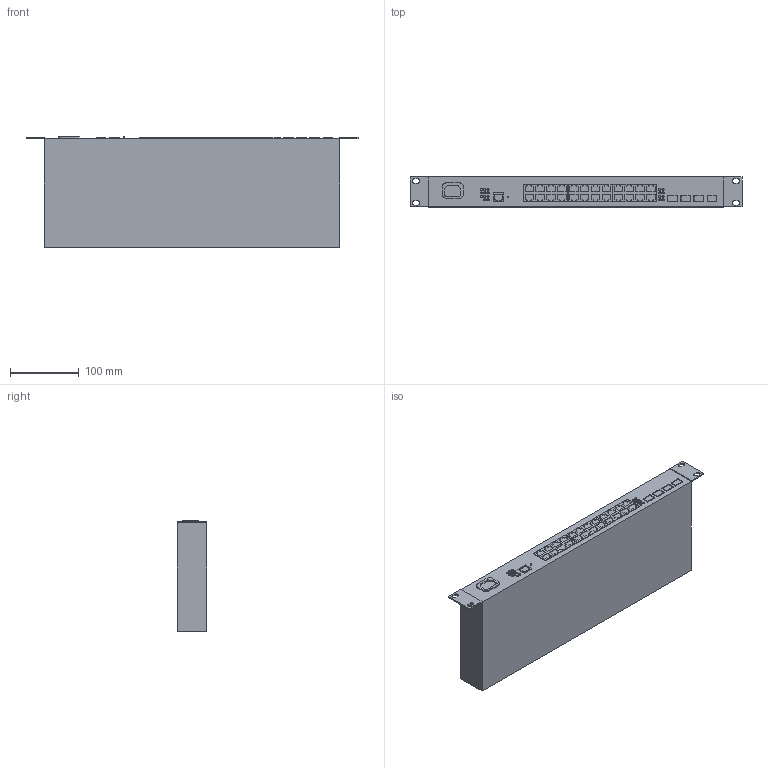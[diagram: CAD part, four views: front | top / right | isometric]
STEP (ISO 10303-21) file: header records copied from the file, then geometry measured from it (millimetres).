
FILE_DESCRIPTION (( 'STEP AP214' ), '1' );
FILE_NAME ('MES2324.STEP', '2023-01-12T07:42:56', ( '' ), ( '' ), 'SwSTEP 2.0', 'SolidWorks 2021', '' );
FILE_SCHEMA (( 'AUTOMOTIVE_DESIGN' ));
Length unit declared in the file: millimetre
Products named in the file (1): MES2324
Bounding box: 482.6 x 43.6 x 160.5 mm (x, y, z)
Volume: 2973115.5 mm3; surface area: 194780.4 mm2
Topology: 2 solids, 2 shells, 522 faces, 1380 edges, 920 vertices
Faces by surface type: plane 444, cylinder 78
Entity records: 16019 total; most frequent: CARTESIAN_POINT 2823, ORIENTED_EDGE 2760, DIRECTION 2582, EDGE_CURVE 1380, VECTOR 1224, LINE 1224, VERTEX_POINT 920, AXIS2_PLACEMENT_3D 679
